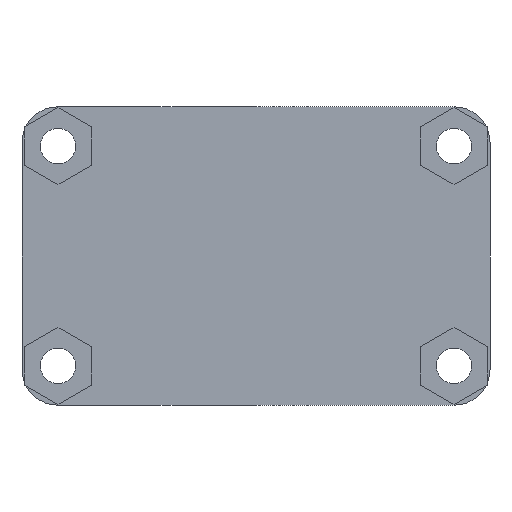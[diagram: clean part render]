
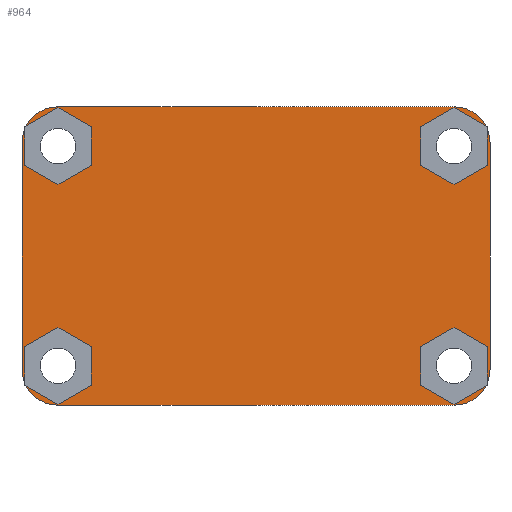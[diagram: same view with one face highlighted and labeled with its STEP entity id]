
A CAD part, front view. The second image highlights one B-rep face of the part: STEP entity #964.
In plain terms, the highlighted planar face has unit normal (0, -1, 0).
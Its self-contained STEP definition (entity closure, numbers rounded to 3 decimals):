
#18=FACE_BOUND('',#138,.T.);
#19=FACE_BOUND('',#139,.T.);
#20=FACE_BOUND('',#140,.T.);
#21=FACE_BOUND('',#141,.T.);
#36=CIRCLE('',#1033,1.25);
#38=CIRCLE('',#1036,1.25);
#40=CIRCLE('',#1039,1.25);
#42=CIRCLE('',#1042,1.25);
#44=CIRCLE('',#1045,2.54);
#45=CIRCLE('',#1048,2.54);
#46=CIRCLE('',#1049,2.54);
#47=CIRCLE('',#1050,2.54);
#82=FACE_OUTER_BOUND('',#137,.T.);
#137=EDGE_LOOP('',(#678,#679,#680,#681,#682,#683,#684,#685));
#138=EDGE_LOOP('',(#686));
#139=EDGE_LOOP('',(#687));
#140=EDGE_LOOP('',(#688));
#141=EDGE_LOOP('',(#689));
#216=LINE('',#1434,#324);
#219=LINE('',#1440,#327);
#220=LINE('',#1444,#328);
#221=LINE('',#1448,#329);
#324=VECTOR('',#1167,10.);
#327=VECTOR('',#1172,10.);
#328=VECTOR('',#1175,10.);
#329=VECTOR('',#1178,10.);
#423=VERTEX_POINT('',#1402);
#425=VERTEX_POINT('',#1408);
#427=VERTEX_POINT('',#1414);
#429=VERTEX_POINT('',#1420);
#432=VERTEX_POINT('',#1427);
#433=VERTEX_POINT('',#1429);
#434=VERTEX_POINT('',#1433);
#436=VERTEX_POINT('',#1439);
#437=VERTEX_POINT('',#1441);
#438=VERTEX_POINT('',#1443);
#439=VERTEX_POINT('',#1445);
#440=VERTEX_POINT('',#1447);
#516=EDGE_CURVE('',#423,#423,#36,.T.);
#519=EDGE_CURVE('',#425,#425,#38,.T.);
#522=EDGE_CURVE('',#427,#427,#40,.T.);
#525=EDGE_CURVE('',#429,#429,#42,.T.);
#528=EDGE_CURVE('',#432,#433,#44,.T.);
#530=EDGE_CURVE('',#434,#433,#216,.T.);
#533=EDGE_CURVE('',#432,#436,#219,.T.);
#534=EDGE_CURVE('',#437,#436,#45,.T.);
#535=EDGE_CURVE('',#437,#438,#220,.T.);
#536=EDGE_CURVE('',#439,#438,#46,.T.);
#537=EDGE_CURVE('',#439,#440,#221,.T.);
#538=EDGE_CURVE('',#434,#440,#47,.T.);
#678=ORIENTED_EDGE('',*,*,#528,.F.);
#679=ORIENTED_EDGE('',*,*,#533,.T.);
#680=ORIENTED_EDGE('',*,*,#534,.F.);
#681=ORIENTED_EDGE('',*,*,#535,.T.);
#682=ORIENTED_EDGE('',*,*,#536,.F.);
#683=ORIENTED_EDGE('',*,*,#537,.T.);
#684=ORIENTED_EDGE('',*,*,#538,.F.);
#685=ORIENTED_EDGE('',*,*,#530,.T.);
#686=ORIENTED_EDGE('',*,*,#516,.T.);
#687=ORIENTED_EDGE('',*,*,#519,.T.);
#688=ORIENTED_EDGE('',*,*,#522,.T.);
#689=ORIENTED_EDGE('',*,*,#525,.T.);
#904=PLANE('',#1047);
#964=ADVANCED_FACE('',(#82,#18,#19,#20,#21),#904,.F.);
#1033=AXIS2_PLACEMENT_3D('',#1404,#1134,#1135);
#1036=AXIS2_PLACEMENT_3D('',#1410,#1141,#1142);
#1039=AXIS2_PLACEMENT_3D('',#1416,#1148,#1149);
#1042=AXIS2_PLACEMENT_3D('',#1422,#1155,#1156);
#1045=AXIS2_PLACEMENT_3D('',#1430,#1162,#1163);
#1047=AXIS2_PLACEMENT_3D('',#1438,#1170,#1171);
#1048=AXIS2_PLACEMENT_3D('',#1442,#1173,#1174);
#1049=AXIS2_PLACEMENT_3D('',#1446,#1176,#1177);
#1050=AXIS2_PLACEMENT_3D('',#1449,#1179,#1180);
#1134=DIRECTION('center_axis',(0.,1.,0.));
#1135=DIRECTION('ref_axis',(-1.,0.,0.));
#1141=DIRECTION('center_axis',(0.,1.,0.));
#1142=DIRECTION('ref_axis',(-1.,0.,0.));
#1148=DIRECTION('center_axis',(0.,1.,0.));
#1149=DIRECTION('ref_axis',(-1.,0.,0.));
#1155=DIRECTION('center_axis',(0.,1.,0.));
#1156=DIRECTION('ref_axis',(-1.,0.,0.));
#1162=DIRECTION('center_axis',(0.,1.,0.));
#1163=DIRECTION('ref_axis',(-0.707,0.,-0.707));
#1167=DIRECTION('',(0.,0.,-1.));
#1170=DIRECTION('center_axis',(0.,1.,0.));
#1171=DIRECTION('ref_axis',(1.,0.,0.));
#1172=DIRECTION('',(1.,0.,0.));
#1173=DIRECTION('center_axis',(0.,1.,0.));
#1174=DIRECTION('ref_axis',(0.707,0.,-0.707));
#1175=DIRECTION('',(0.,0.,1.));
#1176=DIRECTION('center_axis',(0.,1.,0.));
#1177=DIRECTION('ref_axis',(0.707,0.,0.707));
#1178=DIRECTION('',(-1.,0.,0.));
#1179=DIRECTION('center_axis',(0.,1.,0.));
#1180=DIRECTION('ref_axis',(-0.707,0.,0.707));
#1402=CARTESIAN_POINT('',(3.79,0.,18.28));
#1404=CARTESIAN_POINT('Origin',(2.54,0.,18.28));
#1408=CARTESIAN_POINT('',(31.73,0.,18.28));
#1410=CARTESIAN_POINT('Origin',(30.48,0.,18.28));
#1414=CARTESIAN_POINT('',(3.79,0.,2.77));
#1416=CARTESIAN_POINT('Origin',(2.54,0.,2.77));
#1420=CARTESIAN_POINT('',(31.73,0.,2.77));
#1422=CARTESIAN_POINT('Origin',(30.48,0.,2.77));
#1427=CARTESIAN_POINT('',(2.54,0.,0.));
#1429=CARTESIAN_POINT('',(0.,0.,2.54));
#1430=CARTESIAN_POINT('Origin',(2.54,0.,2.54));
#1433=CARTESIAN_POINT('',(0.,0.,18.51));
#1434=CARTESIAN_POINT('',(0.,0.,21.05));
#1438=CARTESIAN_POINT('Origin',(16.51,0.,10.525));
#1439=CARTESIAN_POINT('',(30.48,0.,0.));
#1440=CARTESIAN_POINT('',(0.,0.,0.));
#1441=CARTESIAN_POINT('',(33.02,0.,2.54));
#1442=CARTESIAN_POINT('Origin',(30.48,0.,2.54));
#1443=CARTESIAN_POINT('',(33.02,0.,18.51));
#1444=CARTESIAN_POINT('',(33.02,0.,0.));
#1445=CARTESIAN_POINT('',(30.48,0.,21.05));
#1446=CARTESIAN_POINT('Origin',(30.48,0.,18.51));
#1447=CARTESIAN_POINT('',(2.54,0.,21.05));
#1448=CARTESIAN_POINT('',(33.02,0.,21.05));
#1449=CARTESIAN_POINT('Origin',(2.54,0.,18.51));
